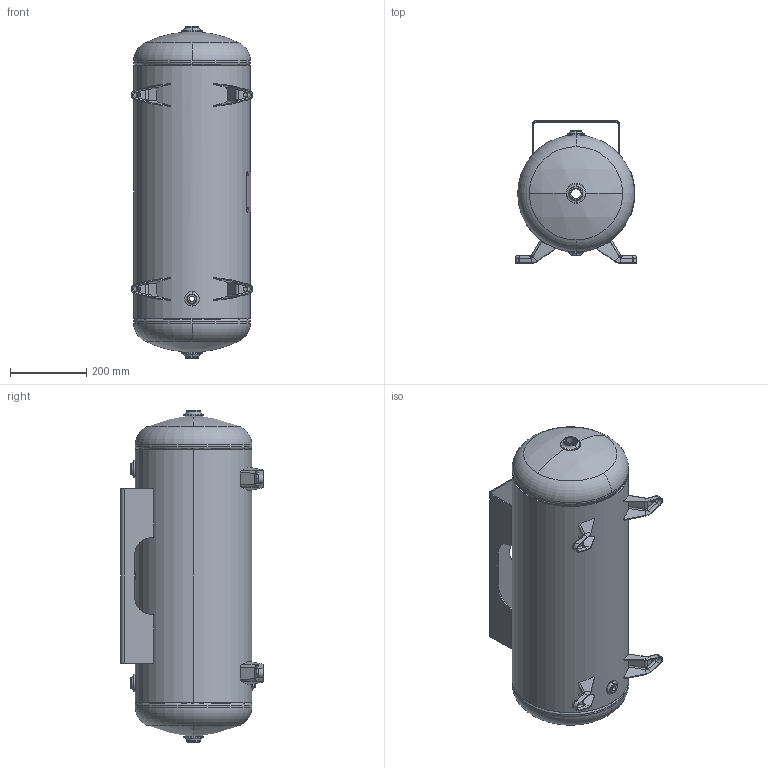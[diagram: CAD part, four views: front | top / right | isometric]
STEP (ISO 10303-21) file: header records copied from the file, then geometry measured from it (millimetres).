
FILE_DESCRIPTION (( 'STEP AP203' ), '1' );
FILE_NAME ('302465.STEP', '2012-03-06T17:18:40', ( '' ), ( '' ), 'SwSTEP 2.0', 'SolidWorks 2011', '' );
FILE_SCHEMA (( 'CONFIG_CONTROL_DESIGN' ));
Length unit declared in the file: inch
Products named in the file (1): 302465
Bounding box: 317.5 x 372.25 x 868.38 mm (x, y, z)
Surface area: 1308806.7 mm2 (no closed solid volume)
Topology: 0 solids, 20 shells, 370 faces, 933 edges, 578 vertices
Faces by surface type: cylinder 114, plane 100, bspline 84, torus 68, sphere 4
Full cylindrical faces by diameter (mm): 304.8 x1
Entity records: 16601 total; most frequent: CARTESIAN_POINT 8468, ORIENTED_EDGE 1768, DIRECTION 1509, EDGE_CURVE 925, AXIS2_PLACEMENT_3D 625, VERTEX_POINT 578, EDGE_LOOP 399, FACE_OUTER_BOUND 370
